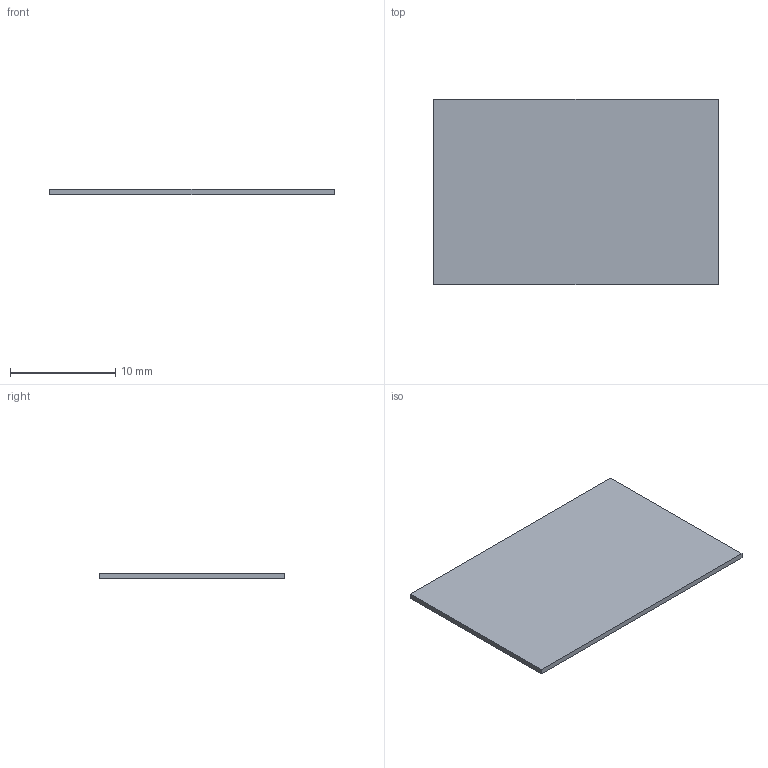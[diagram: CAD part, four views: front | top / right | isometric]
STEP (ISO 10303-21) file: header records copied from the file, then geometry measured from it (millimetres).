
FILE_DESCRIPTION(('HOOPS Exchange Step'),'2;1');
FILE_NAME('export-2A18E091-6C08-4820-BD33-4B381336639F.stp','2021-08-09T16:52:33+02:00',('Engineering'),('Alibre'),'HOOPS Exchange 2020.1','Alibre','Unknown authorisation');
FILE_SCHEMA( ('AP242_MANAGED_MODEL_BASED_3D_ENGINEERING_MIM_LF {1 0 10303 442 1 1 4 }') );
Length unit declared in the file: millimetre
Products named in the file (2): 2997-1 Snap-in markers - US-EMP (27X18) - 0828778; 2997 Snap-in markers - US-EMP (27X18) - 0828778
Assembly tree (1 placements, depth 2):
  2997 Snap-in markers - US-EMP (27X18) - 0828778
    2997-1 Snap-in markers - US-EMP (27X18) - 0828778
Bounding box: 27 x 17.6 x 0.5 mm (x, y, z)
Volume: 237.6 mm3; surface area: 995 mm2
Topology: 1 solids, 1 shells, 6 faces, 12 edges, 8 vertices
Faces by surface type: plane 6
Entity records: 215 total; most frequent: DIRECTION 34, CARTESIAN_POINT 31, ORIENTED_EDGE 24, VECTOR 12, LINE 12, EDGE_CURVE 12, AXIS2_PLACEMENT_3D 11, VERTEX_POINT 8
